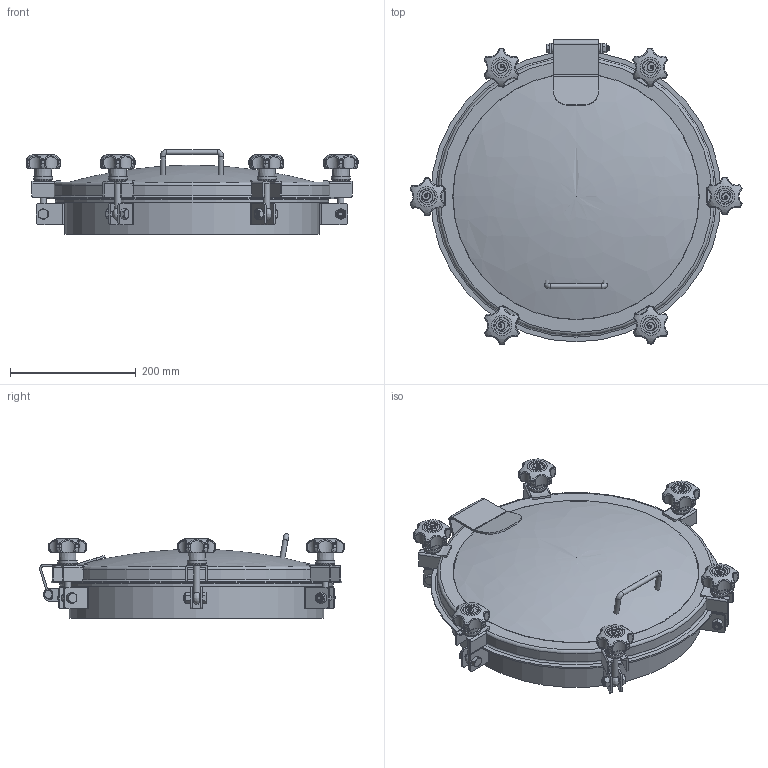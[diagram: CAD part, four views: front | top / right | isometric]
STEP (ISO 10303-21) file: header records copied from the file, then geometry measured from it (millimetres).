
FILE_DESCRIPTION( ( 'Unknown' ), '1' );
FILE_NAME( 'FA87E6000 MOD 6V_250 rev 02.stp', 'Unknown', ( 'Unknown' ), ( 'Unknown' ), 'PSStep 16.0.42', 'Unknown', ' ' );
FILE_SCHEMA( ( 'AUTOMOTIVE_DESIGN { 1 0 10303 214 1 1 1 1 }' ) );
Length unit declared in the file: millimetre
Products named in the file (23): 94160 rev 0; 94160_1 rev 0; 7TA8700-3 rev 02; 81039 rev 02; 81042 rev 02; 8AL65-69 rev 01; 7CA8700 rev 02; 73004 rev 01; 82011 rev 01; 82072 rev 02; 82066 rev 02; 8AS213 rev 02; 94160 c_rond; 97057; Assem1; 95005; 95012; 91000 rev 01; 95203; 95206; 97321; 9606 rev 01
Assembly tree (57 placements, depth 4):
  Assem1
    95005
    95012  x6
    91000 rev 01  x6
    95203
    95206  x6
    97321  x6
    9606 rev 01
    94160 c_rond  x6
      97057
      94160 rev 0
        94160 rev 0
        94160_1 rev 0
    7CA8700 rev 02
      73004 rev 01
      82011 rev 01  x6
      82072 rev 02
      82066 rev 02
      8AS213 rev 02
    7TA8700-3 rev 02
      81039 rev 02
      81042 rev 02  x6
      8AL65-69 rev 01
Bounding box: 528.69 x 485.17 x 135 mm (x, y, z)
Volume: 1880753.5 mm3; surface area: 1069749.3 mm2
Topology: 63 solids, 63 shells, 4422 faces, 11969 edges, 7718 vertices
Faces by surface type: plane 2518, cylinder 1260, torus 224, bspline 194, cone 118, sphere 108
Full cylindrical faces by diameter (mm): 6.8 x1, 8 x4, 8.376 x6, 8.5 x6, 10 x13, 10.5 x18, 12.09 x6, 14 x1, 15.5 x12, 17 x6, 17.5 x6, 18 x6, 18.3 x6, 19 x6, 19.8 x6, 20 x12, 25 x6, 25.7 x6, 30 x6, 380 x1, 382 x1, 388 x1, 399 x1, 405 x1, 429 x1, 430 x1, 435 x1, 436.997 x1, 441.997 x1, 462.997 x1
Entity records: 40387 total; most frequent: CARTESIAN_POINT 12324, DIRECTION 4539, ORIENTED_EDGE 4232, EDGE_CURVE 2116, AXIS2_PLACEMENT_3D 1676, VERTEX_POINT 1413, LINE 1187, VECTOR 1187
